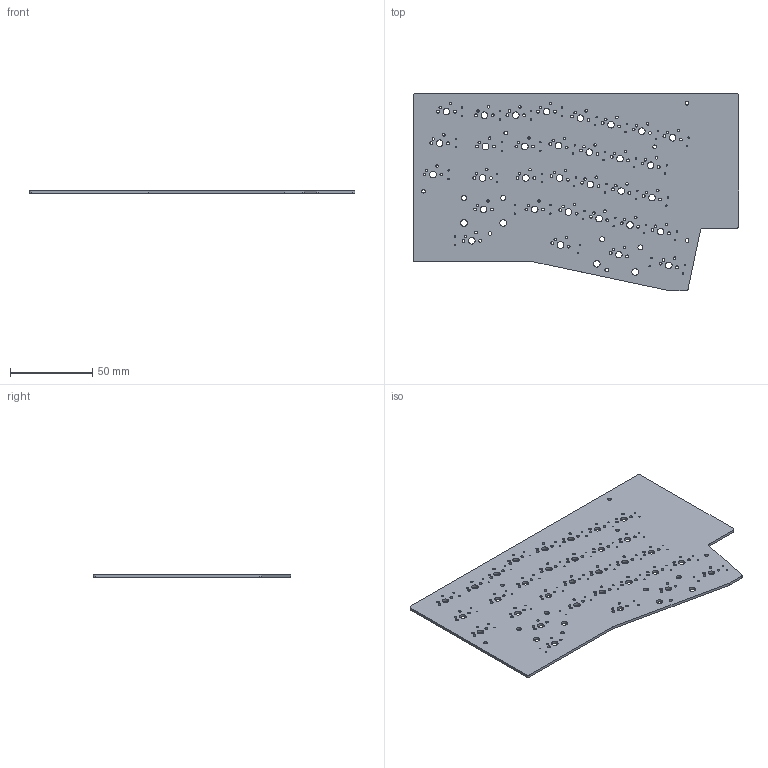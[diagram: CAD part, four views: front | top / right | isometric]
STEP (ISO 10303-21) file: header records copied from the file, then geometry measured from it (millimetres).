
FILE_DESCRIPTION(('KiCad electronic assembly'),'2;1');
FILE_NAME('left-plate.step','2020-07-24T21:53:57',('An Author'),( 'A Company'),'Open CASCADE STEP processor 6.9', 'KiCad to STEP converter','Unknown');
FILE_SCHEMA(('AUTOMOTIVE_DESIGN { 1 0 10303 214 1 1 1 1 }'));
Length unit declared in the file: millimetre
Products named in the file (2): Open CASCADE STEP translator 6.9 1; COMPOUND
Assembly tree (1 placements, depth 2):
  Open CASCADE STEP translator 6.9 1
    COMPOUND
Bounding box: 197.42 x 119.57 x 1.6 mm (x, y, z)
Volume: 31679.2 mm3; surface area: 42721.8 mm2
Topology: 1 solids, 1 shells, 255 faces, 759 edges, 506 vertices
Faces by surface type: cylinder 245, plane 10
Full cylindrical faces by diameter (mm): 0.8 x64, 1.5 x64, 1.7 x64, 2.2 x7, 3.05 x4, 4 x36
Entity records: 19733 total; most frequent: DIRECTION 3281, CARTESIAN_POINT 3040, ORIENTED_EDGE 1518, PCURVE 1518, DEFINITIONAL_REPRESENTATION 1518, LINE 1297, VECTOR 1297, CIRCLE 980
